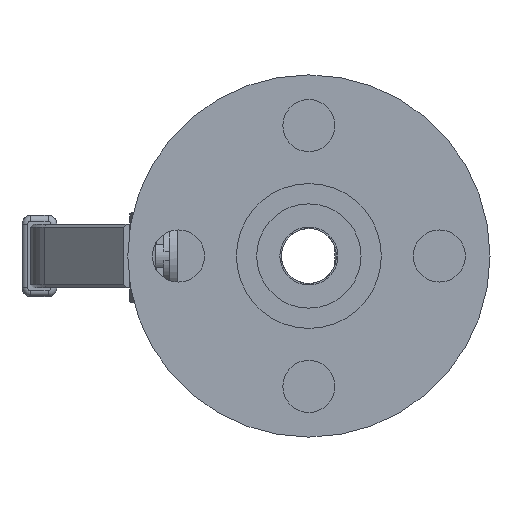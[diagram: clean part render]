
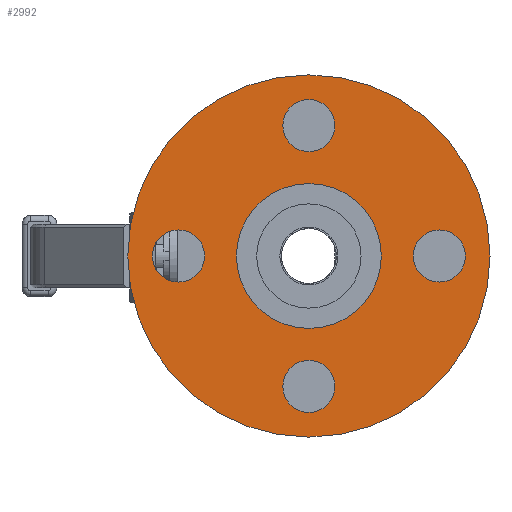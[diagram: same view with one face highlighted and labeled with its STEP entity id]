
A CAD part, left-side view. The second image highlights one B-rep face of the part: STEP entity #2992.
In plain terms, the highlighted planar face has unit normal (-1, 0, 0).
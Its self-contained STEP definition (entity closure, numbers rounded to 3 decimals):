
#2992=ADVANCED_FACE('',(#7331,#7333,#7335,#7337,#7339,#7341),#7343,.F.);
#7331=FACE_BOUND('',#7332,.T.);
#7332=EDGE_LOOP('',(#10472));
#7333=FACE_BOUND('',#7334,.T.);
#7334=EDGE_LOOP('',(#10473));
#7335=FACE_BOUND('',#7336,.T.);
#7336=EDGE_LOOP('',(#10474));
#7337=FACE_BOUND('',#7338,.T.);
#7338=EDGE_LOOP('',(#10475));
#7339=FACE_BOUND('',#7340,.T.);
#7340=EDGE_LOOP('',(#10476));
#7341=FACE_BOUND('',#7342,.T.);
#7342=EDGE_LOOP('',(#10477));
#7343=PLANE('',#7344);
#7344=AXIS2_PLACEMENT_3D('',#7345,#7346,#7347);
#7345=CARTESIAN_POINT('',(-95.,0.,0.));
#7346=DIRECTION('',(1.,0.,0.));
#7347=DIRECTION('',(0.,1.,0.));
#10472=ORIENTED_EDGE('',*,*,#11988,.F.);
#10473=ORIENTED_EDGE('',*,*,#11989,.T.);
#10474=ORIENTED_EDGE('',*,*,#11990,.T.);
#10475=ORIENTED_EDGE('',*,*,#11991,.T.);
#10476=ORIENTED_EDGE('',*,*,#11992,.T.);
#10477=ORIENTED_EDGE('',*,*,#11999,.F.);
#11988=EDGE_CURVE('',#13557,#13557,#13558,.F.);
#11989=EDGE_CURVE('',#13559,#13559,#13560,.F.);
#11990=EDGE_CURVE('',#13561,#13561,#13562,.F.);
#11991=EDGE_CURVE('',#13563,#13563,#13564,.F.);
#11992=EDGE_CURVE('',#13565,#13565,#13566,.F.);
#11999=EDGE_CURVE('',#13579,#13579,#13580,.T.);
#13557=VERTEX_POINT('',#21645);
#13558=CIRCLE('',#21646,62.5);
#13559=VERTEX_POINT('',#21650);
#13560=CIRCLE('',#21651,9.);
#13561=VERTEX_POINT('',#21655);
#13562=CIRCLE('',#21656,9.);
#13563=VERTEX_POINT('',#21660);
#13564=CIRCLE('',#21661,9.);
#13565=VERTEX_POINT('',#21665);
#13566=CIRCLE('',#21666,9.);
#13579=VERTEX_POINT('',#21700);
#13580=CIRCLE('',#21701,25.);
#21645=CARTESIAN_POINT('',(-95.,62.5,0.));
#21646=AXIS2_PLACEMENT_3D('',#21647,#21648,#21649);
#21647=CARTESIAN_POINT('',(-95.,0.,0.));
#21648=DIRECTION('',(-1.,0.,0.));
#21649=DIRECTION('',(0.,1.,0.));
#21650=CARTESIAN_POINT('',(-95.,45.,-9.));
#21651=AXIS2_PLACEMENT_3D('',#21652,#21653,#21654);
#21652=CARTESIAN_POINT('',(-95.,45.,0.));
#21653=DIRECTION('',(-1.,0.,0.));
#21654=DIRECTION('',(0.,0.,-1.));
#21655=CARTESIAN_POINT('',(-95.,-9.,-45.));
#21656=AXIS2_PLACEMENT_3D('',#21657,#21658,#21659);
#21657=CARTESIAN_POINT('',(-95.,0.,-45.));
#21658=DIRECTION('',(-1.,0.,0.));
#21659=DIRECTION('',(0.,-1.,0.));
#21660=CARTESIAN_POINT('',(-95.,-45.,9.));
#21661=AXIS2_PLACEMENT_3D('',#21662,#21663,#21664);
#21662=CARTESIAN_POINT('',(-95.,-45.,0.));
#21663=DIRECTION('',(-1.,0.,0.));
#21664=DIRECTION('',(0.,0.,1.));
#21665=CARTESIAN_POINT('',(-95.,9.,45.));
#21666=AXIS2_PLACEMENT_3D('',#21667,#21668,#21669);
#21667=CARTESIAN_POINT('',(-95.,0.,45.));
#21668=DIRECTION('',(-1.,0.,0.));
#21669=DIRECTION('',(0.,1.,0.));
#21700=CARTESIAN_POINT('',(-95.,25.,0.));
#21701=AXIS2_PLACEMENT_3D('',#21702,#21703,#21704);
#21702=CARTESIAN_POINT('',(-95.,0.,0.));
#21703=DIRECTION('',(-1.,0.,0.));
#21704=DIRECTION('',(0.,1.,0.));
